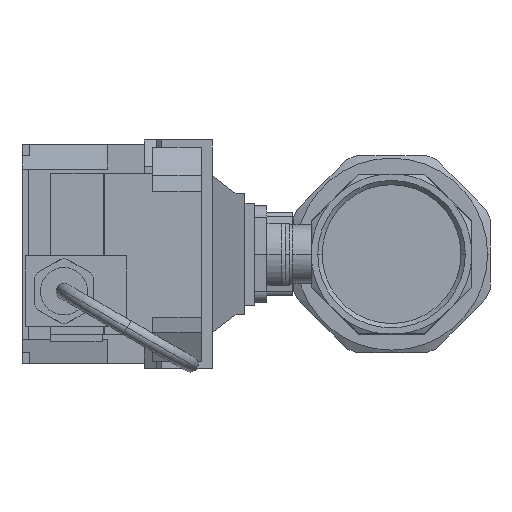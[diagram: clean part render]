
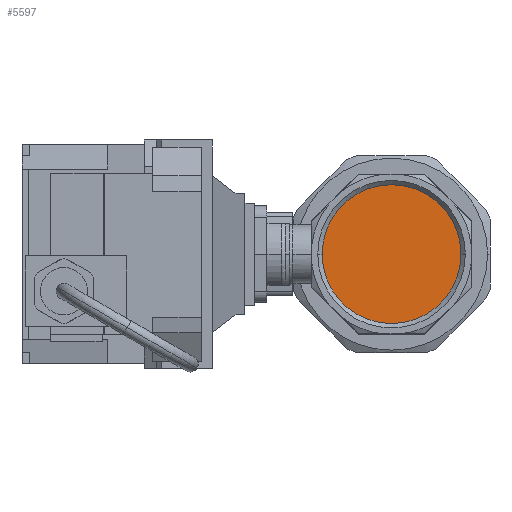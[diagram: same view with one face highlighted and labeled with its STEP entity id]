
A CAD part, left-side view. The second image highlights one B-rep face of the part: STEP entity #5597.
In plain terms, the highlighted planar face has unit normal (-1, 0, 0).
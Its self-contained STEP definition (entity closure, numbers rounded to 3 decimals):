
#4967 = VERTEX_POINT( '', #12504 );
#5257 = EDGE_CURVE( '', #4967, #9897, #12819, .T. );
#5597 = ADVANCED_FACE( '', ( #13193 ), #13194, .F. );
#9897 = VERTEX_POINT( '', #17906 );
#10441 = EDGE_CURVE( '', #9897, #4967, #18504, .T. );
#12504 = CARTESIAN_POINT( '', ( 30., 28.55, 0. ) );
#12819 = CIRCLE( '', #22108, 28.55 );
#13193 = FACE_OUTER_BOUND( '', #22718, .T. );
#13194 = PLANE( '', #22719 );
#17906 = CARTESIAN_POINT( '', ( 30., -28.55, 0. ) );
#18504 = CIRCLE( '', #31208, 28.55 );
#22108 = AXIS2_PLACEMENT_3D( '', #34264, #34265, #34266 );
#22718 = EDGE_LOOP( '', ( #34723, #34724 ) );
#22719 = AXIS2_PLACEMENT_3D( '', #34725, #34726, #34727 );
#31208 = AXIS2_PLACEMENT_3D( '', #40662, #40663, #40664 );
#34264 = CARTESIAN_POINT( '', ( 30., 0., 0. ) );
#34265 = DIRECTION( '', ( -1., 0., 0. ) );
#34266 = DIRECTION( '', ( 0., 1., 0. ) );
#34723 = ORIENTED_EDGE( '', *, *, #5257, .T. );
#34724 = ORIENTED_EDGE( '', *, *, #10441, .T. );
#34725 = CARTESIAN_POINT( '', ( 30., 14.275, 0. ) );
#34726 = DIRECTION( '', ( 1., 0., 0. ) );
#34727 = DIRECTION( '', ( 0., -1., 0. ) );
#40662 = CARTESIAN_POINT( '', ( 30., 0., 0. ) );
#40663 = DIRECTION( '', ( -1., 0., 0. ) );
#40664 = DIRECTION( '', ( 0., 1., 0. ) );
